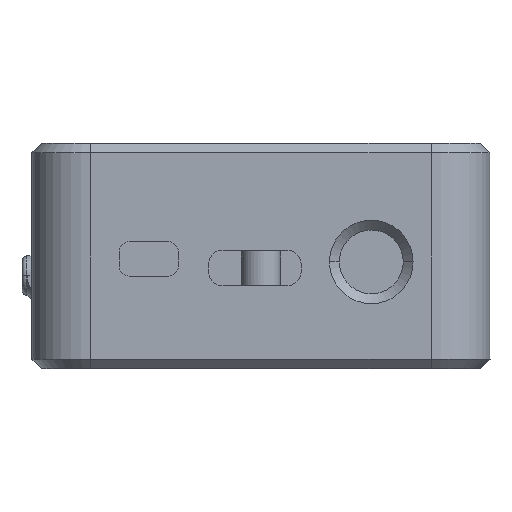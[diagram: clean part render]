
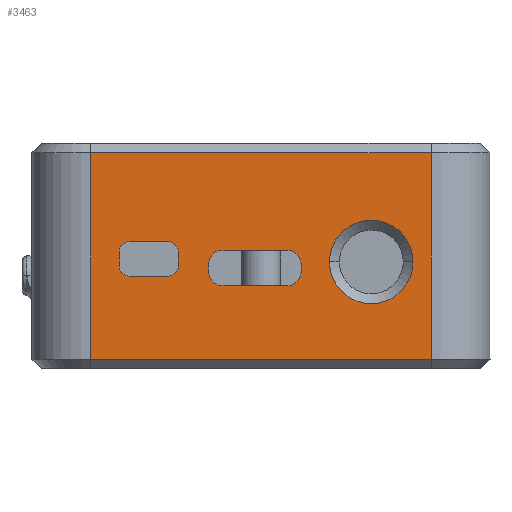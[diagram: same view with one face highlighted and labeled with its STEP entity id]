
A CAD part, left-side view. The second image highlights one B-rep face of the part: STEP entity #3463.
In plain terms, the highlighted planar face has unit normal (-1, 0, 0).
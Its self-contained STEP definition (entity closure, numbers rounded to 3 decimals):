
#903=CARTESIAN_POINT('',(-2.807,-15.83,3.61));
#904=DIRECTION('',(-1.,0.,0.));
#905=DIRECTION('',(0.,0.,1.));
#906=AXIS2_PLACEMENT_3D('',#903,#904,#905);
#908=DIRECTION('',(0.,0.,-1.));
#909=VECTOR('',#908,0.66);
#910=CARTESIAN_POINT('',(-2.807,-14.33,3.61));
#911=LINE('',#910,#909);
#912=CARTESIAN_POINT('',(-2.807,-15.83,2.95));
#913=DIRECTION('',(-1.,0.,0.));
#914=DIRECTION('',(0.,1.,0.));
#915=AXIS2_PLACEMENT_3D('',#912,#913,#914);
#917=DIRECTION('',(0.,-1.,0.));
#918=VECTOR('',#917,6.44);
#919=CARTESIAN_POINT('',(-2.807,-15.83,1.45));
#920=LINE('',#919,#918);
#921=CARTESIAN_POINT('',(-2.807,-22.27,2.95));
#922=DIRECTION('',(-1.,0.,0.));
#923=DIRECTION('',(0.,0.,-1.));
#924=AXIS2_PLACEMENT_3D('',#921,#922,#923);
#926=DIRECTION('',(0.,0.,1.));
#927=VECTOR('',#926,0.66);
#928=CARTESIAN_POINT('',(-2.807,-23.77,2.95));
#929=LINE('',#928,#927);
#930=CARTESIAN_POINT('',(-2.807,-22.27,3.61));
#931=DIRECTION('',(-1.,0.,0.));
#932=DIRECTION('',(0.,-1.,0.));
#933=AXIS2_PLACEMENT_3D('',#930,#931,#932);
#935=DIRECTION('',(0.,1.,0.));
#936=VECTOR('',#935,6.44);
#937=CARTESIAN_POINT('',(-2.807,-22.27,5.11));
#938=LINE('',#937,#936);
#939=CARTESIAN_POINT('',(-2.807,-30.904,3.9));
#940=DIRECTION('',(1.,0.,0.));
#941=DIRECTION('',(0.,-1.,0.));
#942=AXIS2_PLACEMENT_3D('',#939,#940,#941);
#944=CARTESIAN_POINT('',(-2.807,-30.904,3.9));
#945=DIRECTION('',(1.,0.,0.));
#946=DIRECTION('',(0.,1.,0.));
#947=AXIS2_PLACEMENT_3D('',#944,#945,#946);
#949=DIRECTION('',(0.,1.,0.));
#950=VECTOR('',#949,4.);
#951=CARTESIAN_POINT('',(-2.807,-10.251,5.95));
#952=LINE('',#951,#950);
#953=DIRECTION('',(0.,0.,-1.));
#954=VECTOR('',#953,1.5);
#955=CARTESIAN_POINT('',(-2.807,-5.251,4.95));
#956=LINE('',#955,#954);
#957=DIRECTION('',(0.,-1.,0.));
#958=VECTOR('',#957,4.);
#959=CARTESIAN_POINT('',(-2.807,-6.251,2.45));
#960=LINE('',#959,#958);
#961=DIRECTION('',(0.,0.,1.));
#962=VECTOR('',#961,1.5);
#963=CARTESIAN_POINT('',(-2.807,-11.251,3.45));
#964=LINE('',#963,#962);
#965=DIRECTION('',(0.,-1.,0.));
#966=VECTOR('',#965,34.634);
#967=CARTESIAN_POINT('',(-2.807,-2.353,15.));
#968=LINE('',#967,#966);
#969=DIRECTION('',(0.,0.,1.));
#970=VECTOR('',#969,21.);
#971=CARTESIAN_POINT('',(-2.807,-36.987,
-6.));
#972=LINE('',#971,#970);
#973=DIRECTION('',(0.,1.,0.));
#974=VECTOR('',#973,34.634);
#975=CARTESIAN_POINT('',(-2.807,-36.987,
-6.));
#976=LINE('',#975,#974);
#977=DIRECTION('',(0.,0.,1.));
#978=VECTOR('',#977,21.);
#979=CARTESIAN_POINT('',(-2.807,-2.353,
-6.));
#980=LINE('',#979,#978);
#1102=CARTESIAN_POINT('',(-2.807,-6.251,
4.95));
#1103=DIRECTION('',(1.,0.,0.));
#1104=DIRECTION('',(0.,1.,0.));
#1105=AXIS2_PLACEMENT_3D('',#1102,#1103,#1104);
#1120=CARTESIAN_POINT('',(-2.807,-6.251,
3.45));
#1121=DIRECTION('',(1.,0.,0.));
#1122=DIRECTION('',(0.,0.,-1.));
#1123=AXIS2_PLACEMENT_3D('',#1120,#1121,#1122);
#1138=CARTESIAN_POINT('',(-2.807,-10.251,
3.45));
#1139=DIRECTION('',(1.,0.,0.));
#1140=DIRECTION('',(0.,-1.,0.));
#1141=AXIS2_PLACEMENT_3D('',#1138,#1139,#1140);
#1156=CARTESIAN_POINT('',(-2.807,-10.251,
4.95));
#1157=DIRECTION('',(1.,0.,0.));
#1158=DIRECTION('',(0.,0.,1.));
#1159=AXIS2_PLACEMENT_3D('',#1156,#1157,#1158);
#1887=CARTESIAN_POINT('',(-2.807,-15.83,
5.11));
#1888=CARTESIAN_POINT('',(-2.807,-14.33,
3.61));
#1889=VERTEX_POINT('',#1887);
#1890=VERTEX_POINT('',#1888);
#1891=CARTESIAN_POINT('',(-2.807,-14.33,
2.95));
#1892=VERTEX_POINT('',#1891);
#1893=CARTESIAN_POINT('',(-2.807,-15.83,
1.45));
#1894=VERTEX_POINT('',#1893);
#1895=CARTESIAN_POINT('',(-2.807,-22.27,
1.45));
#1896=VERTEX_POINT('',#1895);
#1897=CARTESIAN_POINT('',(-2.807,-23.77,
2.95));
#1898=VERTEX_POINT('',#1897);
#1899=CARTESIAN_POINT('',(-2.807,-23.77,
3.61));
#1900=VERTEX_POINT('',#1899);
#1901=CARTESIAN_POINT('',(-2.807,-22.27,
5.11));
#1902=VERTEX_POINT('',#1901);
#1907=CARTESIAN_POINT('',(-2.807,-2.353,
-6.));
#1909=VERTEX_POINT('',#1907);
#1933=CARTESIAN_POINT('',(-2.807,-36.987,
-6.));
#1934=VERTEX_POINT('',#1933);
#1935=CARTESIAN_POINT('',(-2.807,-35.154,
3.9));
#1936=CARTESIAN_POINT('',(-2.807,-26.654,
3.9));
#1937=VERTEX_POINT('',#1935);
#1938=VERTEX_POINT('',#1936);
#1975=CARTESIAN_POINT('',(-2.807,-11.251,
3.45));
#1977=VERTEX_POINT('',#1975);
#1979=CARTESIAN_POINT('',(-2.807,-10.251,
2.45));
#1981=VERTEX_POINT('',#1979);
#1983=CARTESIAN_POINT('',(-2.807,-5.251,
4.95));
#1985=VERTEX_POINT('',#1983);
#1987=CARTESIAN_POINT('',(-2.807,-6.251,
5.95));
#1989=VERTEX_POINT('',#1987);
#1991=CARTESIAN_POINT('',(-2.807,-10.251,
5.95));
#1993=VERTEX_POINT('',#1991);
#1995=CARTESIAN_POINT('',(-2.807,-11.251,
4.95));
#1997=VERTEX_POINT('',#1995);
#1999=CARTESIAN_POINT('',(-2.807,-6.251,
2.45));
#2001=VERTEX_POINT('',#1999);
#2003=CARTESIAN_POINT('',(-2.807,-5.251,
3.45));
#2005=VERTEX_POINT('',#2003);
#2081=CARTESIAN_POINT('',(-2.807,-2.353,
15.));
#2082=VERTEX_POINT('',#2081);
#2085=CARTESIAN_POINT('',(-2.807,-36.987,
15.));
#2086=VERTEX_POINT('',#2085);
#3407=CARTESIAN_POINT('',(-2.807,-42.987,
-5.));
#3408=DIRECTION('',(-1.,0.,0.));
#3409=DIRECTION('',(0.,1.,0.));
#3410=AXIS2_PLACEMENT_3D('',#3407,#3408,#3409);
#3411=PLANE('',#3410);
#3413=ORIENTED_EDGE('',*,*,#3412,.T.);
#3415=ORIENTED_EDGE('',*,*,#3414,.F.);
#3417=ORIENTED_EDGE('',*,*,#3416,.T.);
#3419=ORIENTED_EDGE('',*,*,#3418,.T.);
#3420=EDGE_LOOP('',(#3413,#3415,#3417,#3419));
#3421=FACE_OUTER_BOUND('',#3420,.F.);
#3422=ORIENTED_EDGE('',*,*,#3397,.F.);
#3424=ORIENTED_EDGE('',*,*,#3423,.F.);
#3425=EDGE_LOOP('',(#3422,#3424));
#3426=FACE_BOUND('',#3425,.F.);
#3428=ORIENTED_EDGE('',*,*,#3427,.T.);
#3430=ORIENTED_EDGE('',*,*,#3429,.F.);
#3432=ORIENTED_EDGE('',*,*,#3431,.T.);
#3434=ORIENTED_EDGE('',*,*,#3433,.F.);
#3436=ORIENTED_EDGE('',*,*,#3435,.T.);
#3438=ORIENTED_EDGE('',*,*,#3437,.F.);
#3440=ORIENTED_EDGE('',*,*,#3439,.T.);
#3442=ORIENTED_EDGE('',*,*,#3441,.F.);
#3443=EDGE_LOOP('',(#3428,#3430,#3432,#3434,#3436,#3438,#3440,#3442));
#3444=FACE_BOUND('',#3443,.F.);
#3446=ORIENTED_EDGE('',*,*,#3445,.T.);
#3448=ORIENTED_EDGE('',*,*,#3447,.T.);
#3450=ORIENTED_EDGE('',*,*,#3449,.T.);
#3452=ORIENTED_EDGE('',*,*,#3451,.T.);
#3454=ORIENTED_EDGE('',*,*,#3453,.T.);
#3456=ORIENTED_EDGE('',*,*,#3455,.T.);
#3458=ORIENTED_EDGE('',*,*,#3457,.T.);
#3460=ORIENTED_EDGE('',*,*,#3459,.T.);
#3461=EDGE_LOOP('',(#3446,#3448,#3450,#3452,#3454,#3456,#3458,#3460));
#3462=FACE_BOUND('',#3461,.F.);
#3463=ADVANCED_FACE('',(#3421,#3426,#3444,#3462),#3411,.T.);
#907=CIRCLE('',#906,1.5);
#916=CIRCLE('',#915,1.5);
#925=CIRCLE('',#924,1.5);
#934=CIRCLE('',#933,1.5);
#943=CIRCLE('',#942,4.25);
#948=CIRCLE('',#947,4.25);
#1106=CIRCLE('',#1105,1.);
#1124=CIRCLE('',#1123,1.);
#1142=CIRCLE('',#1141,1.);
#1160=CIRCLE('',#1159,1.);
#3397=EDGE_CURVE('',#1937,#1938,#943,.T.);
#3412=EDGE_CURVE('',#2082,#2086,#968,.T.);
#3414=EDGE_CURVE('',#1934,#2086,#972,.T.);
#3416=EDGE_CURVE('',#1934,#1909,#976,.T.);
#3418=EDGE_CURVE('',#1909,#2082,#980,.T.);
#3423=EDGE_CURVE('',#1938,#1937,#948,.T.);
#3427=EDGE_CURVE('',#1993,#1989,#952,.T.);
#3429=EDGE_CURVE('',#1985,#1989,#1106,.T.);
#3431=EDGE_CURVE('',#1985,#2005,#956,.T.);
#3433=EDGE_CURVE('',#2001,#2005,#1124,.T.);
#3435=EDGE_CURVE('',#2001,#1981,#960,.T.);
#3437=EDGE_CURVE('',#1977,#1981,#1142,.T.);
#3439=EDGE_CURVE('',#1977,#1997,#964,.T.);
#3441=EDGE_CURVE('',#1993,#1997,#1160,.T.);
#3445=EDGE_CURVE('',#1889,#1890,#907,.T.);
#3447=EDGE_CURVE('',#1890,#1892,#911,.T.);
#3449=EDGE_CURVE('',#1892,#1894,#916,.T.);
#3451=EDGE_CURVE('',#1894,#1896,#920,.T.);
#3453=EDGE_CURVE('',#1896,#1898,#925,.T.);
#3455=EDGE_CURVE('',#1898,#1900,#929,.T.);
#3457=EDGE_CURVE('',#1900,#1902,#934,.T.);
#3459=EDGE_CURVE('',#1902,#1889,#938,.T.);
